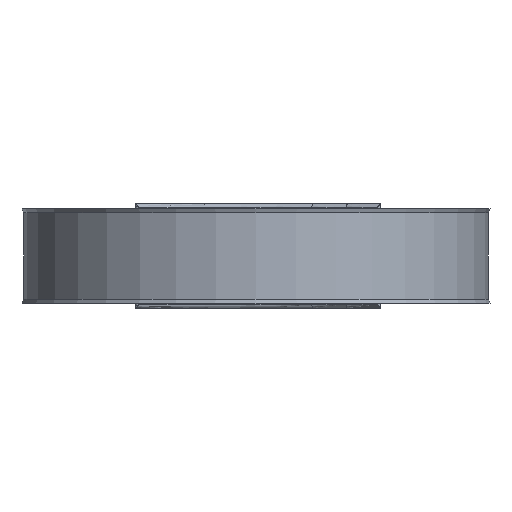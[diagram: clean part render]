
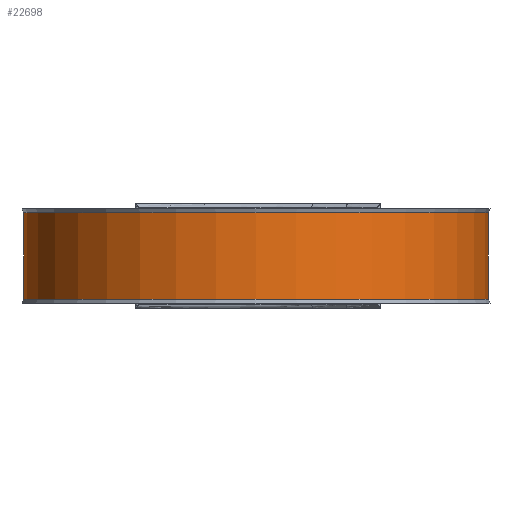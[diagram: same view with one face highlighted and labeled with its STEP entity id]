
A CAD part, front view. The second image highlights one B-rep face of the part: STEP entity #22698.
In plain terms, the highlighted cylindrical face has radius 61.5 mm (diameter 123 mm), a partial arc.
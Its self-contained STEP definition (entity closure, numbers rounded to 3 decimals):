
#939 = CARTESIAN_POINT ( 'NONE',  ( 0., 0., -25. ) ) ;
#4335 = VERTEX_POINT ( 'NONE', #9171 ) ;
#5842 = VECTOR ( 'NONE', #58342, 1000. ) ;
#6484 = EDGE_LOOP ( 'NONE', ( #19476, #8894, #56012, #21782 ) ) ;
#7136 = VECTOR ( 'NONE', #34842, 1000. ) ;
#8894 = ORIENTED_EDGE ( 'NONE', *, *, #62296, .F. ) ;
#9171 = CARTESIAN_POINT ( 'NONE',  ( -61.5, 0., -1. ) ) ;
#13060 = EDGE_CURVE ( 'NONE', #67134, #4335, #19330, .T. ) ;
#15866 = CARTESIAN_POINT ( 'NONE',  ( 0., 0., -1. ) ) ;
#17859 = CARTESIAN_POINT ( 'NONE',  ( 0., 0., -24. ) ) ;
#19330 = LINE ( 'NONE', #63905, #5842 ) ;
#19476 = ORIENTED_EDGE ( 'NONE', *, *, #13060, .F. ) ;
#19822 = FACE_OUTER_BOUND ( 'NONE', #6484, .T. ) ;
#21782 = ORIENTED_EDGE ( 'NONE', *, *, #57830, .T. ) ;
#22698 = ADVANCED_FACE ( 'NONE', ( #19822 ), #35186, .T. ) ;
#25088 = DIRECTION ( 'NONE',  ( 0., 0., 1. ) ) ;
#28746 = VERTEX_POINT ( 'NONE', #45512 ) ;
#29560 = DIRECTION ( 'NONE',  ( 1., 0., 0. ) ) ;
#29731 = CARTESIAN_POINT ( 'NONE',  ( 61.5, 0., -25. ) ) ;
#30348 = CIRCLE ( 'NONE', #62930, 61.5 ) ;
#31303 = AXIS2_PLACEMENT_3D ( 'NONE', #17859, #68788, #58126 ) ;
#34842 = DIRECTION ( 'NONE',  ( 0., 0., 1. ) ) ;
#35186 = CYLINDRICAL_SURFACE ( 'NONE', #69959, 61.5 ) ;
#45512 = CARTESIAN_POINT ( 'NONE',  ( 61.5, 0., -24. ) ) ;
#45844 = LINE ( 'NONE', #29731, #7136 ) ;
#53378 = CARTESIAN_POINT ( 'NONE',  ( -61.5, 0., -24. ) ) ;
#56012 = ORIENTED_EDGE ( 'NONE', *, *, #73520, .T. ) ;
#56114 = DIRECTION ( 'NONE',  ( 0., 0., -1. ) ) ;
#56591 = CARTESIAN_POINT ( 'NONE',  ( 61.5, 0., -1. ) ) ;
#57830 = EDGE_CURVE ( 'NONE', #67575, #4335, #30348, .T. ) ;
#58126 = DIRECTION ( 'NONE',  ( -1., 0., 0. ) ) ;
#58342 = DIRECTION ( 'NONE',  ( 0., 0., 1. ) ) ;
#62296 = EDGE_CURVE ( 'NONE', #28746, #67134, #71992, .T. ) ;
#62930 = AXIS2_PLACEMENT_3D ( 'NONE', #15866, #56114, #68520 ) ;
#63905 = CARTESIAN_POINT ( 'NONE',  ( -61.5, 0., -25. ) ) ;
#67134 = VERTEX_POINT ( 'NONE', #53378 ) ;
#67575 = VERTEX_POINT ( 'NONE', #56591 ) ;
#68520 = DIRECTION ( 'NONE',  ( -1., 0., 0. ) ) ;
#68788 = DIRECTION ( 'NONE',  ( 0., 0., -1. ) ) ;
#69959 = AXIS2_PLACEMENT_3D ( 'NONE', #939, #25088, #29560 ) ;
#71992 = CIRCLE ( 'NONE', #31303, 61.5 ) ;
#73520 = EDGE_CURVE ( 'NONE', #28746, #67575, #45844, .T. ) ;
